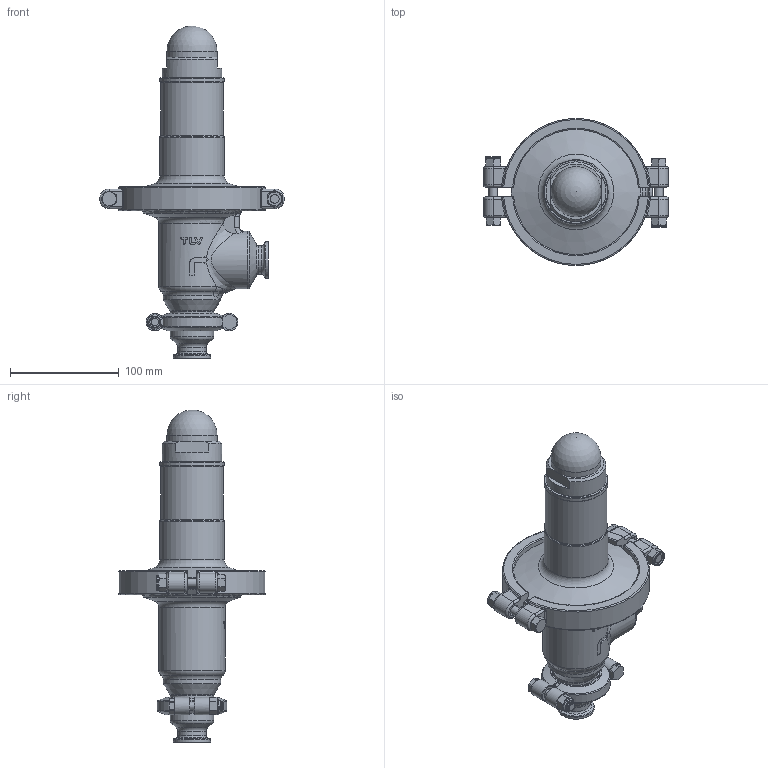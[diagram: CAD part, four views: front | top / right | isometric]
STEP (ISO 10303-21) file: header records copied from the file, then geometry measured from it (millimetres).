
FILE_DESCRIPTION(/* description */ (''),/* implementation_level */ '2;1');
FILE_NAME(/* name */ 'dr800-015-iso00-00.stp',/* time_stamp */ '2026-01-09T10:51:28+09:00',/* author */ ('shibuya'),/* organization */ (''),/* preprocessor_version */ 'ST-DEVELOPER v20',/* originating_system */ 'Autodesk Inventor 2025',/* authorisation */ '');
FILE_SCHEMA (('AUTOMOTIVE_DESIGN { 1 0 10303 214 3 1 1 }'));
Length unit declared in the file: millimetre
Products named in the file (1): dr800-015-iso00-00
Bounding box: 170 x 134.93 x 305 mm (x, y, z)
Volume: 1030665 mm3; surface area: 155470.4 mm2
Topology: 3 solids, 3 shells, 601 faces, 1422 edges, 856 vertices
Faces by surface type: plane 193, cylinder 158, torus 93, cone 76, bspline 56, sphere 25
Full cylindrical faces by diameter (mm): 7 x14, 8 x4, 9 x4, 9.436 x2, 10.5 x4, 12.491 x2, 13 x2, 14 x2, 15.2 x2, 26 x2, 34 x2, 40 x2, 46 x1, 50.5 x2, 53 x2, 55 x1, 57 x1, 59 x2, 119 x2
Entity records: 22578 total; most frequent: CARTESIAN_POINT 9053, DIRECTION 2857, ORIENTED_EDGE 2842, EDGE_CURVE 1421, AXIS2_PLACEMENT_3D 1192, VERTEX_POINT 856, EDGE_LOOP 637, CIRCLE 602
